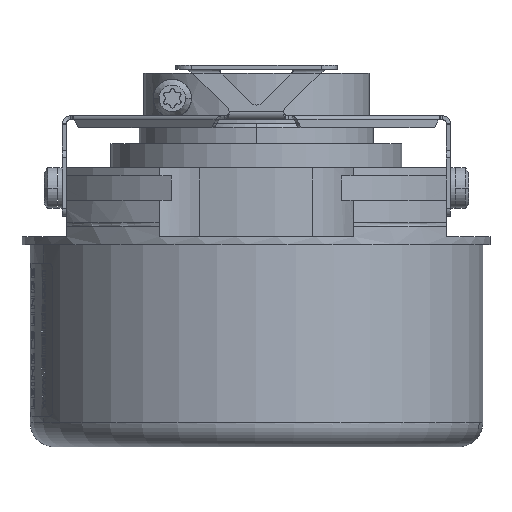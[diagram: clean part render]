
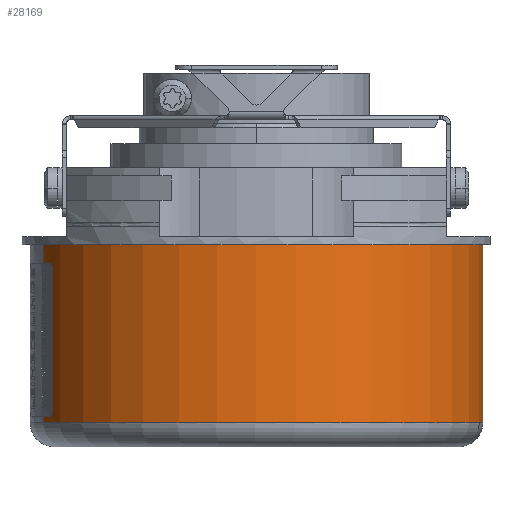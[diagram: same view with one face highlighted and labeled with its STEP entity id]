
A CAD part, front view. The second image highlights one B-rep face of the part: STEP entity #28169.
In plain terms, the highlighted cylindrical face has radius 28 mm (diameter 56 mm), a partial arc.
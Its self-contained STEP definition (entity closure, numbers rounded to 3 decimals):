
#4830=CARTESIAN_POINT('',(0.,0.,3.8));
#4831=DIRECTION('',(0.,0.,1.));
#4832=DIRECTION('',(-0.94,-0.342,0.));
#4833=AXIS2_PLACEMENT_3D('',#4830,#4831,#4832);
#4840=CARTESIAN_POINT('',(0.,0.,3.8));
#4841=DIRECTION('',(0.,0.,1.));
#4842=DIRECTION('',(1.,0.,0.));
#4843=AXIS2_PLACEMENT_3D('',#4840,#4841,#4842);
#4865=DIRECTION('',(0.,0.,1.));
#4866=VECTOR('',#4865,17.);
#4867=CARTESIAN_POINT('',(-25.166,-12.274,-16.5));
#4868=LINE('',#4867,#4866);
#4869=CARTESIAN_POINT('',(-25.166,-12.274,0.5));
#4870=CARTESIAN_POINT('',(-25.166,-12.274,
0.548));
#4871=CARTESIAN_POINT('',(-25.169,-12.268,
0.642));
#4872=CARTESIAN_POINT('',(-25.183,-12.241,
0.782));
#4873=CARTESIAN_POINT('',(-25.204,-12.196,
0.917));
#4874=CARTESIAN_POINT('',(-25.234,-12.134,
1.042));
#4875=CARTESIAN_POINT('',(-25.271,-12.057,
1.157));
#4876=CARTESIAN_POINT('',(-25.315,-11.965,
1.258));
#4877=CARTESIAN_POINT('',(-25.364,-11.861,
1.344));
#4878=CARTESIAN_POINT('',(-25.417,-11.748,
1.413));
#4879=CARTESIAN_POINT('',(-25.473,-11.625,
1.463));
#4880=CARTESIAN_POINT('',(-25.531,-11.498,
1.493));
#4881=CARTESIAN_POINT('',(-25.569,-11.411,1.5));
#4882=CARTESIAN_POINT('',(-25.589,-11.368,1.5));
#4884=CARTESIAN_POINT('',(0.,0.,1.5));
#4885=DIRECTION('',(0.,0.,1.));
#4886=DIRECTION('',(-0.94,-0.342,0.));
#4887=AXIS2_PLACEMENT_3D('',#4884,#4885,#4886);
#4889=CARTESIAN_POINT('',(0.,0.,-18.2));
#4890=DIRECTION('',(0.,0.,-1.));
#4891=DIRECTION('',(0.94,0.342,0.));
#4892=AXIS2_PLACEMENT_3D('',#4889,#4890,#4891);
#4894=CARTESIAN_POINT('',(0.,0.,-17.5));
#4895=DIRECTION('',(0.,0.,1.));
#4896=DIRECTION('',(-0.94,-0.342,0.));
#4897=AXIS2_PLACEMENT_3D('',#4894,#4895,#4896);
#4899=CARTESIAN_POINT('',(-25.589,-11.368,-17.5));
#4900=CARTESIAN_POINT('',(-25.569,-11.411,-17.5));
#4901=CARTESIAN_POINT('',(-25.531,-11.498,
-17.493));
#4902=CARTESIAN_POINT('',(-25.473,-11.625,
-17.463));
#4903=CARTESIAN_POINT('',(-25.417,-11.748,
-17.413));
#4904=CARTESIAN_POINT('',(-25.364,-11.861,
-17.344));
#4905=CARTESIAN_POINT('',(-25.315,-11.965,
-17.258));
#4906=CARTESIAN_POINT('',(-25.271,-12.057,
-17.157));
#4907=CARTESIAN_POINT('',(-25.234,-12.134,
-17.042));
#4908=CARTESIAN_POINT('',(-25.204,-12.196,
-16.917));
#4909=CARTESIAN_POINT('',(-25.183,-12.241,
-16.782));
#4910=CARTESIAN_POINT('',(-25.169,-12.268,
-16.642));
#4911=CARTESIAN_POINT('',(-25.166,-12.274,
-16.548));
#4912=CARTESIAN_POINT('',(-25.166,-12.274,-16.5));
#4958=DIRECTION('',(0.,0.,1.));
#4959=VECTOR('',#4958,0.7);
#4960=CARTESIAN_POINT('',(-26.311,-9.577,-18.2));
#4961=LINE('',#4960,#4959);
#5008=DIRECTION('',(0.,0.,-1.));
#5009=VECTOR('',#5008,22.);
#5010=CARTESIAN_POINT('',(26.311,9.577,3.8));
#5011=LINE('',#5010,#5009);
#5012=DIRECTION('',(0.,0.,1.));
#5013=VECTOR('',#5012,2.3);
#5014=CARTESIAN_POINT('',(-26.311,-9.577,1.5));
#5015=LINE('',#5014,#5013);
#18964=CARTESIAN_POINT('',(28.,0.,3.8));
#18965=VERTEX_POINT('',#18964);
#19071=CARTESIAN_POINT('',(26.311,9.577,3.8));
#19072=VERTEX_POINT('',#19071);
#19073=CARTESIAN_POINT('',(-26.311,-9.577,3.8));
#19074=VERTEX_POINT('',#19073);
#19235=CARTESIAN_POINT('',(26.311,9.577,-18.2));
#19236=VERTEX_POINT('',#19235);
#20788=CARTESIAN_POINT('',(-26.311,-9.577,-17.5));
#20790=VERTEX_POINT('',#20788);
#20792=CARTESIAN_POINT('',(-26.311,-9.577,1.5));
#20794=VERTEX_POINT('',#20792);
#21354=CARTESIAN_POINT('',(-25.166,-12.274,-16.5));
#21355=CARTESIAN_POINT('',(-25.166,-12.274,0.5));
#21356=VERTEX_POINT('',#21354);
#21357=VERTEX_POINT('',#21355);
#21358=CARTESIAN_POINT('',(-25.589,-11.368,-17.5));
#21359=VERTEX_POINT('',#21358);
#21360=CARTESIAN_POINT('',(-25.589,-11.368,1.5));
#21361=VERTEX_POINT('',#21360);
#21538=CARTESIAN_POINT('',(-26.311,-9.577,-18.2));
#21539=VERTEX_POINT('',#21538);
#28142=CARTESIAN_POINT('',(0.,0.,3.8));
#28143=DIRECTION('',(0.,0.,1.));
#28144=DIRECTION('',(0.94,0.342,0.));
#28145=AXIS2_PLACEMENT_3D('',#28142,#28143,#28144);
#28146=CYLINDRICAL_SURFACE('',#28145,28.);
#28148=ORIENTED_EDGE('',*,*,#28147,.T.);
#28150=ORIENTED_EDGE('',*,*,#28149,.T.);
#28152=ORIENTED_EDGE('',*,*,#28151,.F.);
#28154=ORIENTED_EDGE('',*,*,#28153,.T.);
#28155=ORIENTED_EDGE('',*,*,#28129,.T.);
#28156=ORIENTED_EDGE('',*,*,#28133,.T.);
#28158=ORIENTED_EDGE('',*,*,#28157,.T.);
#28160=ORIENTED_EDGE('',*,*,#28159,.T.);
#28162=ORIENTED_EDGE('',*,*,#28161,.T.);
#28164=ORIENTED_EDGE('',*,*,#28163,.T.);
#28166=ORIENTED_EDGE('',*,*,#28165,.T.);
#28167=EDGE_LOOP('',(#28148,#28150,#28152,#28154,#28155,#28156,#28158,#28160,
#28162,#28164,#28166));
#28168=FACE_OUTER_BOUND('',#28167,.F.);
#4834=CIRCLE('',#4833,28.);
#4844=CIRCLE('',#4843,28.);
#4883=B_SPLINE_CURVE_WITH_KNOTS('',3,(#4869,#4870,#4871,#4872,#4873,#4874,#4875,
#4876,#4877,#4878,#4879,#4880,#4881,#4882),.UNSPECIFIED.,.F.,.F.,(4,1,1,1,1,1,1,
1,1,1,1,4),(0.,0.091,0.182,0.273,
0.364,0.455,0.545,0.636,
0.727,0.818,0.909,1.),.UNSPECIFIED.);
#4888=CIRCLE('',#4887,28.);
#4893=CIRCLE('',#4892,28.);
#4898=CIRCLE('',#4897,28.);
#4913=B_SPLINE_CURVE_WITH_KNOTS('',3,(#4899,#4900,#4901,#4902,#4903,#4904,#4905,
#4906,#4907,#4908,#4909,#4910,#4911,#4912),.UNSPECIFIED.,.F.,.F.,(4,1,1,1,1,1,1,
1,1,1,1,4),(0.,0.091,0.182,0.273,
0.364,0.455,0.545,0.636,
0.727,0.818,0.909,1.),.UNSPECIFIED.);
#28129=EDGE_CURVE('',#19074,#18965,#4834,.T.);
#28133=EDGE_CURVE('',#18965,#19072,#4844,.T.);
#28147=EDGE_CURVE('',#21356,#21357,#4868,.T.);
#28149=EDGE_CURVE('',#21357,#21361,#4883,.T.);
#28151=EDGE_CURVE('',#20794,#21361,#4888,.T.);
#28153=EDGE_CURVE('',#20794,#19074,#5015,.T.);
#28157=EDGE_CURVE('',#19072,#19236,#5011,.T.);
#28159=EDGE_CURVE('',#19236,#21539,#4893,.T.);
#28161=EDGE_CURVE('',#21539,#20790,#4961,.T.);
#28163=EDGE_CURVE('',#20790,#21359,#4898,.T.);
#28165=EDGE_CURVE('',#21359,#21356,#4913,.T.);
#28169=ADVANCED_FACE('',(#28168),#28146,.T.);
